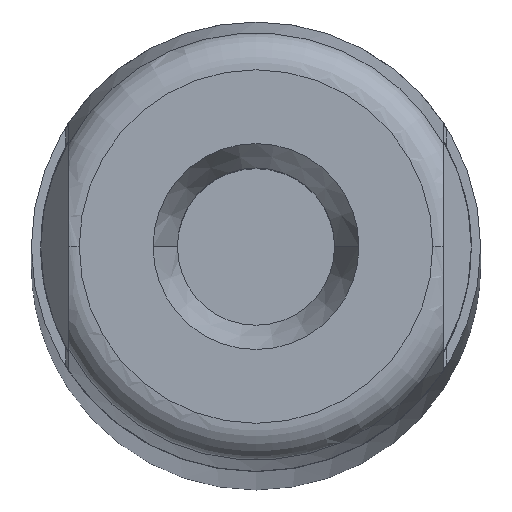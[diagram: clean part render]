
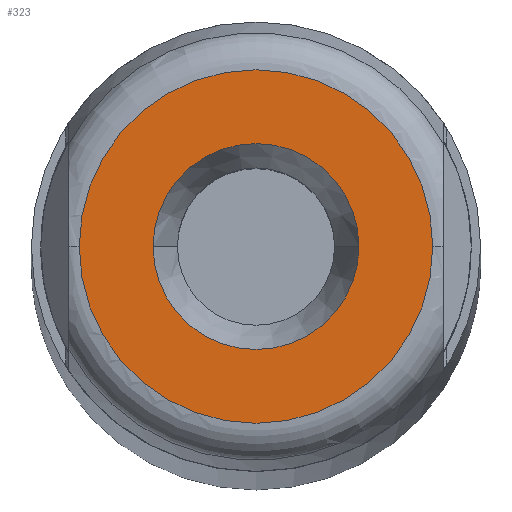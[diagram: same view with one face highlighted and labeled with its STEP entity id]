
A CAD part, top view. The second image highlights one B-rep face of the part: STEP entity #323.
In plain terms, the highlighted planar face has unit normal (0, 0, 1).
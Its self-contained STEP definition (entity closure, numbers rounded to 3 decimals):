
#47 = ORIENTED_EDGE ( 'NONE', *, *, #208, .T. ) ;
#92 = VERTEX_POINT ( 'NONE', #898 ) ;
#98 = EDGE_CURVE ( 'NONE', #92, #1248, #945, .T. ) ;
#182 = VERTEX_POINT ( 'NONE', #904 ) ;
#190 = ORIENTED_EDGE ( 'NONE', *, *, #98, .F. ) ;
#205 = ORIENTED_EDGE ( 'NONE', *, *, #243, .T. ) ;
#208 = EDGE_CURVE ( 'NONE', #1053, #182, #1018, .T. ) ;
#243 = EDGE_CURVE ( 'NONE', #182, #1053, #408, .T. ) ;
#246 = EDGE_CURVE ( 'NONE', #1248, #92, #421, .T. ) ;
#323 = ADVANCED_FACE ( 'NONE', ( #618, #619 ), #620, .F. ) ;
#408 = CIRCLE ( 'NONE', #409, 4.72 ) ;
#409 = AXIS2_PLACEMENT_3D ( 'NONE', #410, #411, #413 ) ;
#410 = CARTESIAN_POINT ( 'NONE',  ( 0., 0., 0. ) ) ;
#411 = DIRECTION ( 'NONE',  ( 0., 0., 1. ) ) ;
#413 = DIRECTION ( 'NONE',  ( 1., 0., 0. ) ) ;
#421 = CIRCLE ( 'NONE', #422, 2.75 ) ;
#422 = AXIS2_PLACEMENT_3D ( 'NONE', #423, #424, #425 ) ;
#423 = CARTESIAN_POINT ( 'NONE',  ( 0., 0., 0. ) ) ;
#424 = DIRECTION ( 'NONE',  ( 0., 0., 1. ) ) ;
#425 = DIRECTION ( 'NONE',  ( 1., 0., 0. ) ) ;
#618 = FACE_BOUND ( 'NONE', #1230, .T. ) ;
#619 = FACE_OUTER_BOUND ( 'NONE', #1087, .T. ) ;
#620 = PLANE ( 'NONE',  #622 ) ;
#622 = AXIS2_PLACEMENT_3D ( 'NONE', #623, #624, #625 ) ;
#623 = CARTESIAN_POINT ( 'NONE',  ( 0., 0., 0. ) ) ;
#624 = DIRECTION ( 'NONE',  ( 0., 0., -1. ) ) ;
#625 = DIRECTION ( 'NONE',  ( -1., 0., 0. ) ) ;
#845 = ORIENTED_EDGE ( 'NONE', *, *, #246, .F. ) ;
#896 = CARTESIAN_POINT ( 'NONE',  ( -2.75, 0., 0. ) ) ;
#898 = CARTESIAN_POINT ( 'NONE',  ( 2.75, 0., 0. ) ) ;
#904 = CARTESIAN_POINT ( 'NONE',  ( -4.72, 0., 0. ) ) ;
#945 = CIRCLE ( 'NONE', #946, 2.75 ) ;
#946 = AXIS2_PLACEMENT_3D ( 'NONE', #950, #951, #952 ) ;
#950 = CARTESIAN_POINT ( 'NONE',  ( 0., 0., 0. ) ) ;
#951 = DIRECTION ( 'NONE',  ( 0., 0., 1. ) ) ;
#952 = DIRECTION ( 'NONE',  ( 1., 0., 0. ) ) ;
#1018 = CIRCLE ( 'NONE', #1019, 4.72 ) ;
#1019 = AXIS2_PLACEMENT_3D ( 'NONE', #1021, #1022, #1023 ) ;
#1021 = CARTESIAN_POINT ( 'NONE',  ( 0., 0., 0. ) ) ;
#1022 = DIRECTION ( 'NONE',  ( 0., 0., 1. ) ) ;
#1023 = DIRECTION ( 'NONE',  ( 1., 0., 0. ) ) ;
#1053 = VERTEX_POINT ( 'NONE', #1078 ) ;
#1078 = CARTESIAN_POINT ( 'NONE',  ( 4.72, 0., 0. ) ) ;
#1087 = EDGE_LOOP ( 'NONE', ( #47, #205 ) ) ;
#1230 = EDGE_LOOP ( 'NONE', ( #190, #845 ) ) ;
#1248 = VERTEX_POINT ( 'NONE', #896 ) ;
